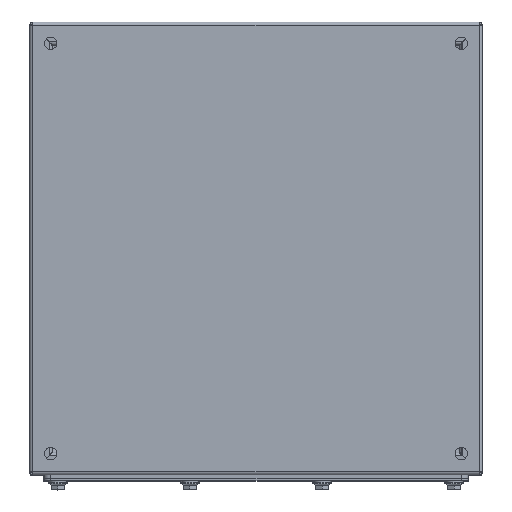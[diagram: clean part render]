
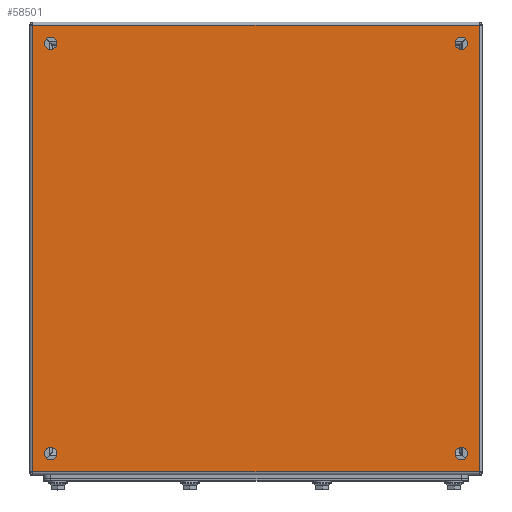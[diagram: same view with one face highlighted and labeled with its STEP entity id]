
A CAD part, top view. The second image highlights one B-rep face of the part: STEP entity #58501.
In plain terms, the highlighted planar face has unit normal (0, 0, 1).
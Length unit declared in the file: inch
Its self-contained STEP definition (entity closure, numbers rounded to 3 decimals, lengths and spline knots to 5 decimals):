
#4272 = CARTESIAN_POINT ( 'NONE',  ( 4.625, 15.125, 6.9175 ) ) ;
#5299 = DIRECTION ( 'NONE',  ( 0., 0., 1. ) ) ;
#5318 = DIRECTION ( 'NONE',  ( 0., 0., 1. ) ) ;
#5954 = CARTESIAN_POINT ( 'NONE',  ( 19.75413, 7.875, 6.9175 ) ) ;
#6413 = CIRCLE ( 'NONE', #61148, 0.21875 ) ;
#9583 = EDGE_CURVE ( 'NONE', #35540, #35540, #44568, .T. ) ;
#10636 = VERTEX_POINT ( 'NONE', #24606 ) ;
#12366 = CARTESIAN_POINT ( 'NONE',  ( 4.40625, 0.625, 6.9175 ) ) ;
#12408 = CIRCLE ( 'NONE', #77023, 0.21875 ) ;
#14072 = EDGE_CURVE ( 'NONE', #10636, #81728, #31564, .T. ) ;
#14277 = DIRECTION ( 'NONE',  ( 0., 0., 1. ) ) ;
#17061 = DIRECTION ( 'NONE',  ( 0., 0., 1. ) ) ;
#17520 = AXIS2_PLACEMENT_3D ( 'NONE', #94832, #23154, #23672 ) ;
#19375 = VECTOR ( 'NONE', #63240, 39.37008 ) ;
#21240 = CARTESIAN_POINT ( 'NONE',  ( 3.99588, 7.875, 6.9175 ) ) ;
#21759 = DIRECTION ( 'NONE',  ( 0., 1., 0. ) ) ;
#23154 = DIRECTION ( 'NONE',  ( 0., 0., -1. ) ) ;
#23672 = DIRECTION ( 'NONE',  ( -1., 0., 0. ) ) ;
#24606 = CARTESIAN_POINT ( 'NONE',  ( 3.99588, 15.75413, 6.9175 ) ) ;
#24711 = VECTOR ( 'NONE', #21759, 39.37008 ) ;
#24843 = CARTESIAN_POINT ( 'NONE',  ( 19.125, 15.125, 6.9175 ) ) ;
#27123 = DIRECTION ( 'NONE',  ( -1., 0., 0. ) ) ;
#27336 = FACE_BOUND ( 'NONE', #65093, .T. ) ;
#28076 = VERTEX_POINT ( 'NONE', #50117 ) ;
#28183 = VERTEX_POINT ( 'NONE', #85957 ) ;
#28295 = CARTESIAN_POINT ( 'NONE',  ( 18.90625, 0.625, 6.9175 ) ) ;
#30614 = CARTESIAN_POINT ( 'NONE',  ( 19.75413, 15.75413, 6.9175 ) ) ;
#31355 = DIRECTION ( 'NONE',  ( -1., 0., 0. ) ) ;
#31564 = LINE ( 'NONE', #32591, #19375 ) ;
#32591 = CARTESIAN_POINT ( 'NONE',  ( 11.875, 15.75413, 6.9175 ) ) ;
#34368 = EDGE_CURVE ( 'NONE', #74086, #74086, #91255, .T. ) ;
#34531 = DIRECTION ( 'NONE',  ( -1., 0., 0. ) ) ;
#35114 = FACE_BOUND ( 'NONE', #76052, .T. ) ;
#35540 = VERTEX_POINT ( 'NONE', #28295 ) ;
#36216 = VECTOR ( 'NONE', #31355, 39.37008 ) ;
#36805 = LINE ( 'NONE', #21240, #24711 ) ;
#39520 = CARTESIAN_POINT ( 'NONE',  ( 18.90625, 15.125, 6.9175 ) ) ;
#40298 = ORIENTED_EDGE ( 'NONE', *, *, #69217, .F. ) ;
#42566 = ORIENTED_EDGE ( 'NONE', *, *, #50072, .F. ) ;
#43843 = EDGE_CURVE ( 'NONE', #28076, #28183, #63539, .T. ) ;
#44036 = VERTEX_POINT ( 'NONE', #12366 ) ;
#44568 = CIRCLE ( 'NONE', #99411, 0.21875 ) ;
#50072 = EDGE_CURVE ( 'NONE', #28183, #10636, #36805, .T. ) ;
#50117 = CARTESIAN_POINT ( 'NONE',  ( 19.75413, -0.00412, 6.9175 ) ) ;
#50689 = PLANE ( 'NONE',  #17520 ) ;
#51424 = AXIS2_PLACEMENT_3D ( 'NONE', #4272, #5299, #27123 ) ;
#52224 = FACE_OUTER_BOUND ( 'NONE', #79159, .T. ) ;
#54854 = EDGE_LOOP ( 'NONE', ( #75638 ) ) ;
#55751 = LINE ( 'NONE', #5954, #84962 ) ;
#58341 = ORIENTED_EDGE ( 'NONE', *, *, #9583, .F. ) ;
#58501 = ADVANCED_FACE ( 'NONE', ( #91740, #27336, #59013, #35114, #52224 ), #50689, .F. ) ;
#59013 = FACE_BOUND ( 'NONE', #101156, .T. ) ;
#61004 = CARTESIAN_POINT ( 'NONE',  ( 4.625, 0.625, 6.9175 ) ) ;
#61148 = AXIS2_PLACEMENT_3D ( 'NONE', #24843, #17061, #86728 ) ;
#61336 = CARTESIAN_POINT ( 'NONE',  ( 19.125, 0.625, 6.9175 ) ) ;
#63240 = DIRECTION ( 'NONE',  ( 1., 0., 0. ) ) ;
#63461 = ORIENTED_EDGE ( 'NONE', *, *, #95629, .F. ) ;
#63539 = LINE ( 'NONE', #70748, #36216 ) ;
#65093 = EDGE_LOOP ( 'NONE', ( #40298 ) ) ;
#66339 = CARTESIAN_POINT ( 'NONE',  ( 4.40625, 15.125, 6.9175 ) ) ;
#69217 = EDGE_CURVE ( 'NONE', #77967, #77967, #6413, .T. ) ;
#70748 = CARTESIAN_POINT ( 'NONE',  ( 11.875, -0.00412, 6.9175 ) ) ;
#74086 = VERTEX_POINT ( 'NONE', #66339 ) ;
#75638 = ORIENTED_EDGE ( 'NONE', *, *, #34368, .F. ) ;
#76052 = EDGE_LOOP ( 'NONE', ( #58341 ) ) ;
#77023 = AXIS2_PLACEMENT_3D ( 'NONE', #61004, #14277, #78629 ) ;
#77967 = VERTEX_POINT ( 'NONE', #39520 ) ;
#78629 = DIRECTION ( 'NONE',  ( -1., 0., 0. ) ) ;
#79159 = EDGE_LOOP ( 'NONE', ( #63461, #83527, #42566, #89928 ) ) ;
#79553 = EDGE_CURVE ( 'NONE', #44036, #44036, #12408, .T. ) ;
#81728 = VERTEX_POINT ( 'NONE', #30614 ) ;
#83527 = ORIENTED_EDGE ( 'NONE', *, *, #14072, .F. ) ;
#84962 = VECTOR ( 'NONE', #102552, 39.37008 ) ;
#85957 = CARTESIAN_POINT ( 'NONE',  ( 3.99588, -0.00412, 6.9175 ) ) ;
#86728 = DIRECTION ( 'NONE',  ( -1., 0., 0. ) ) ;
#89928 = ORIENTED_EDGE ( 'NONE', *, *, #43843, .F. ) ;
#91255 = CIRCLE ( 'NONE', #51424, 0.21875 ) ;
#91740 = FACE_BOUND ( 'NONE', #54854, .T. ) ;
#94832 = CARTESIAN_POINT ( 'NONE',  ( 11.875, 7.875, 6.9175 ) ) ;
#94887 = ORIENTED_EDGE ( 'NONE', *, *, #79553, .F. ) ;
#95629 = EDGE_CURVE ( 'NONE', #81728, #28076, #55751, .T. ) ;
#99411 = AXIS2_PLACEMENT_3D ( 'NONE', #61336, #5318, #34531 ) ;
#101156 = EDGE_LOOP ( 'NONE', ( #94887 ) ) ;
#102552 = DIRECTION ( 'NONE',  ( 0., -1., 0. ) ) ;
